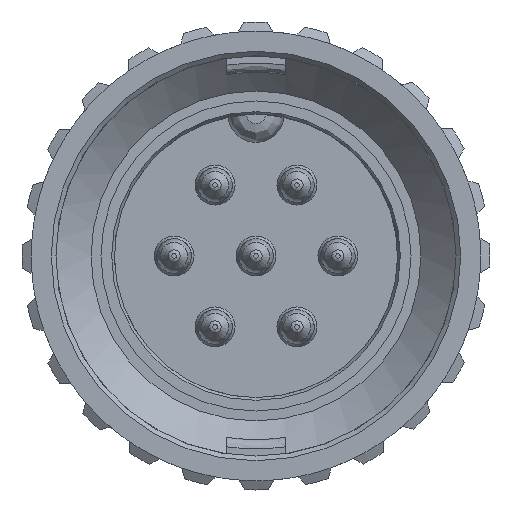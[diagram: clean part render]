
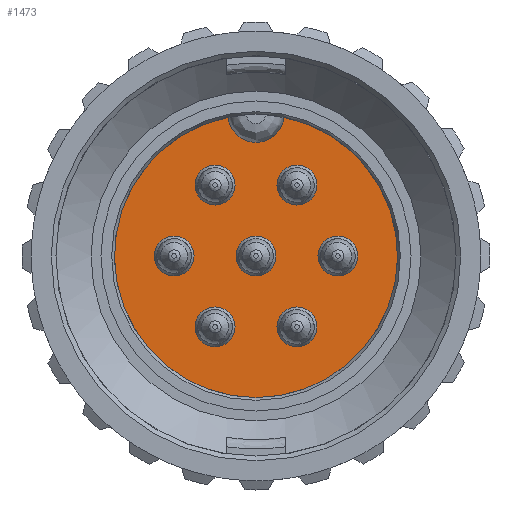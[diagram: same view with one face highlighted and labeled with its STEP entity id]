
A CAD part, front view. The second image highlights one B-rep face of the part: STEP entity #1473.
In plain terms, the highlighted planar face has unit normal (0, -1, 0).
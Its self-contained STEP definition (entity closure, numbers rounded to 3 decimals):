
#1473=ADVANCED_FACE('',(#3376,#3377,#3378,#3379,#3380,#3381,#3382,#3383),
#1805,.F.);
#1805=PLANE('',#9944);
#3376=FACE_BOUND('',#3757,.T.);
#3377=FACE_BOUND('',#3758,.T.);
#3378=FACE_BOUND('',#3759,.T.);
#3379=FACE_BOUND('',#3760,.T.);
#3380=FACE_BOUND('',#3761,.T.);
#3381=FACE_BOUND('',#3762,.T.);
#3382=FACE_BOUND('',#3763,.T.);
#3383=FACE_BOUND('',#3764,.T.);
#3757=EDGE_LOOP('',(#5654));
#3758=EDGE_LOOP('',(#5655));
#3759=EDGE_LOOP('',(#5656));
#3760=EDGE_LOOP('',(#5657));
#3761=EDGE_LOOP('',(#5658));
#3762=EDGE_LOOP('',(#5659));
#3763=EDGE_LOOP('',(#5660));
#3764=EDGE_LOOP('',(#5661,#5662));
#5654=ORIENTED_EDGE('',*,*,#8454,.F.);
#5655=ORIENTED_EDGE('',*,*,#8453,.F.);
#5656=ORIENTED_EDGE('',*,*,#8452,.F.);
#5657=ORIENTED_EDGE('',*,*,#8451,.F.);
#5658=ORIENTED_EDGE('',*,*,#8450,.F.);
#5659=ORIENTED_EDGE('',*,*,#8449,.F.);
#5660=ORIENTED_EDGE('',*,*,#8448,.F.);
#5661=ORIENTED_EDGE('',*,*,#8455,.T.);
#5662=ORIENTED_EDGE('',*,*,#8456,.T.);
#7309=VERTEX_POINT('',#15501);
#7310=VERTEX_POINT('',#15504);
#7311=VERTEX_POINT('',#15507);
#7312=VERTEX_POINT('',#15510);
#7313=VERTEX_POINT('',#15513);
#7314=VERTEX_POINT('',#15516);
#7315=VERTEX_POINT('',#15519);
#7316=VERTEX_POINT('',#15522);
#7317=VERTEX_POINT('',#15523);
#8448=EDGE_CURVE('',#7309,#7309,#9207,.T.);
#8449=EDGE_CURVE('',#7310,#7310,#9208,.T.);
#8450=EDGE_CURVE('',#7311,#7311,#9209,.T.);
#8451=EDGE_CURVE('',#7312,#7312,#9210,.T.);
#8452=EDGE_CURVE('',#7313,#7313,#9211,.T.);
#8453=EDGE_CURVE('',#7314,#7314,#9212,.T.);
#8454=EDGE_CURVE('',#7315,#7315,#9213,.T.);
#8455=EDGE_CURVE('',#7316,#7317,#9214,.T.);
#8456=EDGE_CURVE('',#7317,#7316,#9215,.T.);
#9207=CIRCLE('',#9928,0.853);
#9208=CIRCLE('',#9930,0.853);
#9209=CIRCLE('',#9932,0.853);
#9210=CIRCLE('',#9934,0.853);
#9211=CIRCLE('',#9936,0.853);
#9212=CIRCLE('',#9938,0.853);
#9213=CIRCLE('',#9940,0.853);
#9214=CIRCLE('',#9942,6.05);
#9215=CIRCLE('',#9943,1.2);
#9928=AXIS2_PLACEMENT_3D('',#15500,#11857,#11858);
#9930=AXIS2_PLACEMENT_3D('',#15503,#11861,#11862);
#9932=AXIS2_PLACEMENT_3D('',#15506,#11865,#11866);
#9934=AXIS2_PLACEMENT_3D('',#15509,#11869,#11870);
#9936=AXIS2_PLACEMENT_3D('',#15512,#11873,#11874);
#9938=AXIS2_PLACEMENT_3D('',#15515,#11877,#11878);
#9940=AXIS2_PLACEMENT_3D('',#15518,#11881,#11882);
#9942=AXIS2_PLACEMENT_3D('',#15521,#11885,#11886);
#9943=AXIS2_PLACEMENT_3D('',#15524,#11887,#11888);
#9944=AXIS2_PLACEMENT_3D('',#15525,#11889,#11890);
#11857=DIRECTION('',(0.,-1.,0.));
#11858=DIRECTION('',(0.,0.,1.));
#11861=DIRECTION('',(0.,-1.,0.));
#11862=DIRECTION('',(0.,0.,1.));
#11865=DIRECTION('',(0.,-1.,0.));
#11866=DIRECTION('',(0.,0.,1.));
#11869=DIRECTION('',(0.,-1.,0.));
#11870=DIRECTION('',(0.,0.,1.));
#11873=DIRECTION('',(0.,-1.,0.));
#11874=DIRECTION('',(0.,0.,1.));
#11877=DIRECTION('',(0.,-1.,0.));
#11878=DIRECTION('',(0.,0.,1.));
#11881=DIRECTION('',(0.,-1.,0.));
#11882=DIRECTION('',(0.,0.,1.));
#11885=DIRECTION('',(0.,-1.,0.));
#11886=DIRECTION('',(0.,0.,1.));
#11887=DIRECTION('',(0.,1.,0.));
#11888=DIRECTION('',(0.,0.,-1.));
#11889=DIRECTION('',(0.,1.,0.));
#11890=DIRECTION('',(0.,0.,-1.));
#15500=CARTESIAN_POINT('',(13.25,-25.,3.031));
#15501=CARTESIAN_POINT('',(13.25,-25.,3.884));
#15503=CARTESIAN_POINT('',(16.75,-25.,3.031));
#15504=CARTESIAN_POINT('',(16.75,-25.,3.884));
#15506=CARTESIAN_POINT('',(18.5,-25.,0.));
#15507=CARTESIAN_POINT('',(18.5,-25.,0.853));
#15509=CARTESIAN_POINT('',(16.75,-25.,-3.031));
#15510=CARTESIAN_POINT('',(16.75,-25.,-2.178));
#15512=CARTESIAN_POINT('',(13.25,-25.,-3.031));
#15513=CARTESIAN_POINT('',(13.25,-25.,-2.178));
#15515=CARTESIAN_POINT('',(11.5,-25.,0.));
#15516=CARTESIAN_POINT('',(11.5,-25.,0.853));
#15518=CARTESIAN_POINT('',(15.,-25.,0.));
#15519=CARTESIAN_POINT('',(15.,-25.,0.853));
#15521=CARTESIAN_POINT('',(15.,-25.,0.));
#15522=CARTESIAN_POINT('',(13.806,-25.,5.931));
#15523=CARTESIAN_POINT('',(16.194,-25.,5.931));
#15524=CARTESIAN_POINT('',(15.,-25.,6.05));
#15525=CARTESIAN_POINT('',(15.,-25.,6.05));
